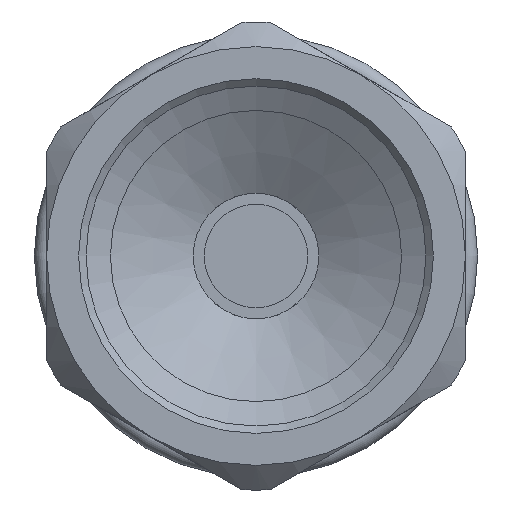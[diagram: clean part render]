
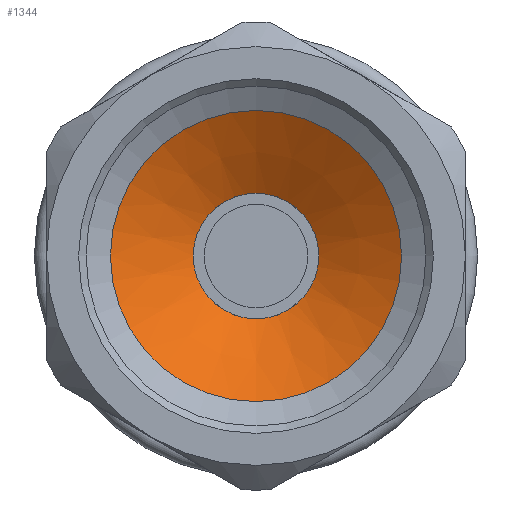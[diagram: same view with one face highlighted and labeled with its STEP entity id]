
A CAD part, left-side view. The second image highlights one B-rep face of the part: STEP entity #1344.
In plain terms, the highlighted conical face has half-angle 59 degrees and reference radius 5.91 mm.
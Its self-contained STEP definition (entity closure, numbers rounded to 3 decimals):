
#268=ORIENTED_EDGE('',*,*,#436,.T.);
#269=ORIENTED_EDGE('',*,*,#433,.F.);
#433=EDGE_CURVE('',#526,#526,#602,.T.);
#436=EDGE_CURVE('',#529,#529,#603,.F.);
#526=VERTEX_POINT('',#1950);
#529=VERTEX_POINT('',#1981);
#602=CIRCLE('',#1437,5.91);
#603=CIRCLE('',#1440,2.55);
#663=EDGE_LOOP('',(#268));
#664=EDGE_LOOP('',(#269));
#775=FACE_BOUND('',#663,.T.);
#776=FACE_BOUND('',#664,.T.);
#861=CONICAL_SURFACE('',#1439,5.91,1.03);
#1344=ADVANCED_FACE('',(#775,#776),#861,.F.);
#1437=AXIS2_PLACEMENT_3D('',#1949,#1616,#1617);
#1439=AXIS2_PLACEMENT_3D('',#1979,#1620,#1621);
#1440=AXIS2_PLACEMENT_3D('',#1980,#1622,#1623);
#1616=DIRECTION('',(1.,0.,0.));
#1617=DIRECTION('',(0.,0.,-1.));
#1620=DIRECTION('',(-1.,0.,0.));
#1621=DIRECTION('',(0.,0.,-1.));
#1622=DIRECTION('',(-1.,0.,0.));
#1623=DIRECTION('',(0.,0.,1.));
#1949=CARTESIAN_POINT('',(13.,0.,0.));
#1950=CARTESIAN_POINT('',(13.,0.,-5.91));
#1979=CARTESIAN_POINT('',(13.,0.,0.));
#1980=CARTESIAN_POINT('',(15.019,0.,0.));
#1981=CARTESIAN_POINT('',(15.019,0.,2.55));
